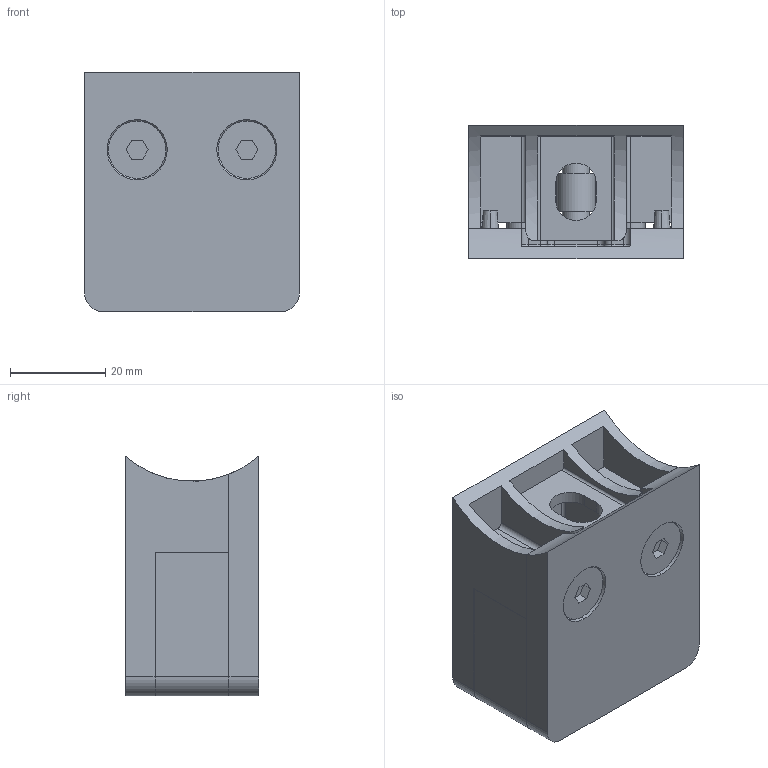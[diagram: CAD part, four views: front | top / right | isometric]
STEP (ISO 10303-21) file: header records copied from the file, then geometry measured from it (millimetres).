
FILE_DESCRIPTION (( 'STEP AP203' ), '1' );
FILE_NAME ('A_23KP-042.STEP', '2019-09-13T07:34:30', ( '' ), ( '' ), 'SwSTEP 2.0', 'SolidWorks 2019', '' );
FILE_SCHEMA (( 'CONFIG_CONTROL_DESIGN' ));
Length unit declared in the file: millimetre
Products named in the file (6): A_23KP-042.P3; A_23KP-042.P2; A_23KP-042; Skrutka DIN 7991_Skrutka M 6x 16; A_23KP-042.P4; A_23KP-042.P1
Assembly tree (6 placements, depth 2):
  A_23KP-042
    A_23KP-042.P1
    A_23KP-042.P2
    Skrutka DIN 7991_Skrutka M 6x 16  x2
    A_23KP-042.P3
    A_23KP-042.P4
Bounding box: 45 x 28 x 50.28 mm (x, y, z)
Volume: 26825.4 mm3; surface area: 20620.6 mm2
Topology: 8 solids, 8 shells, 374 faces, 917 edges, 560 vertices
Faces by surface type: plane 169, cylinder 145, cone 28, sphere 18, torus 12, bspline 2
Entity records: 11115 total; most frequent: DIRECTION 1897, CARTESIAN_POINT 1897, ORIENTED_EDGE 1714, EDGE_CURVE 857, AXIS2_PLACEMENT_3D 684, VERTEX_POINT 538, VECTOR 529, LINE 529
